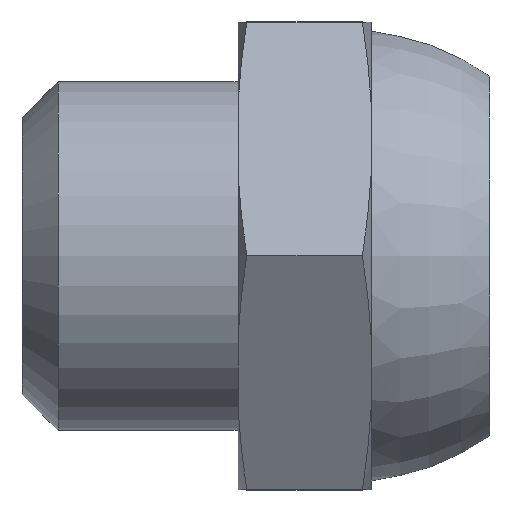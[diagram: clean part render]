
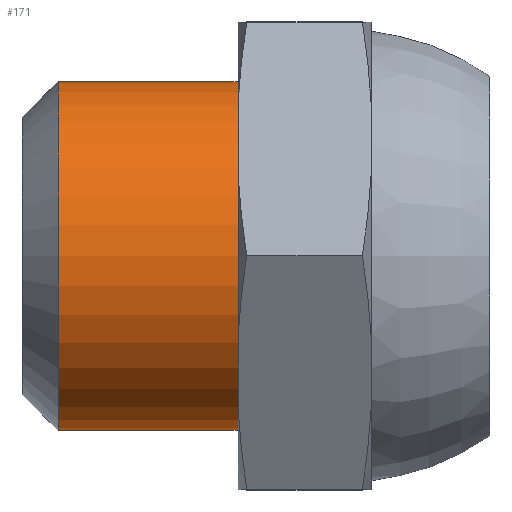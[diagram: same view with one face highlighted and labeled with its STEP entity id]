
A CAD part, top view. The second image highlights one B-rep face of the part: STEP entity #171.
In plain terms, the highlighted cylindrical face has radius 4.85 mm (diameter 9.7 mm), a full revolution.
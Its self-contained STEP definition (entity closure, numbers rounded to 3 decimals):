
#7 = FACE_OUTER_BOUND ( 'NONE', #794, .T. ) ;
#19 = CYLINDRICAL_SURFACE ( 'NONE', #968, 4.85 ) ;
#26 = ORIENTED_EDGE ( 'NONE', *, *, #358, .T. ) ;
#64 = DIRECTION ( 'NONE',  ( -1., 0., 0. ) ) ;
#109 = EDGE_LOOP ( 'NONE', ( #1031 ) ) ;
#126 = CARTESIAN_POINT ( 'NONE',  ( 1., 0., 0. ) ) ;
#171 = ADVANCED_FACE ( 'NONE', ( #352, #7 ), #19, .T. ) ;
#352 = FACE_OUTER_BOUND ( 'NONE', #109, .T. ) ;
#358 = EDGE_CURVE ( 'NONE', #1065, #1065, #437, .T. ) ;
#437 = CIRCLE ( 'NONE', #924, 4.85 ) ;
#461 = EDGE_CURVE ( 'NONE', #925, #925, #658, .T. ) ;
#531 = DIRECTION ( 'NONE',  ( -1., 0., 0. ) ) ;
#545 = DIRECTION ( 'NONE',  ( 1., 0., 0. ) ) ;
#569 = CARTESIAN_POINT ( 'NONE',  ( 0., 0., 0. ) ) ;
#631 = DIRECTION ( 'NONE',  ( 0., 0., -1. ) ) ;
#650 = DIRECTION ( 'NONE',  ( 0., 0., 1. ) ) ;
#658 = CIRCLE ( 'NONE', #795, 4.85 ) ;
#691 = CARTESIAN_POINT ( 'NONE',  ( 6., 0., 0. ) ) ;
#707 = DIRECTION ( 'NONE',  ( 0., 0., 1. ) ) ;
#719 = CARTESIAN_POINT ( 'NONE',  ( 6., 0., 4.85 ) ) ;
#794 = EDGE_LOOP ( 'NONE', ( #26 ) ) ;
#795 = AXIS2_PLACEMENT_3D ( 'NONE', #126, #545, #631 ) ;
#801 = CARTESIAN_POINT ( 'NONE',  ( 1., 0., -4.85 ) ) ;
#924 = AXIS2_PLACEMENT_3D ( 'NONE', #691, #531, #707 ) ;
#925 = VERTEX_POINT ( 'NONE', #801 ) ;
#968 = AXIS2_PLACEMENT_3D ( 'NONE', #569, #64, #650 ) ;
#1031 = ORIENTED_EDGE ( 'NONE', *, *, #461, .T. ) ;
#1065 = VERTEX_POINT ( 'NONE', #719 ) ;
